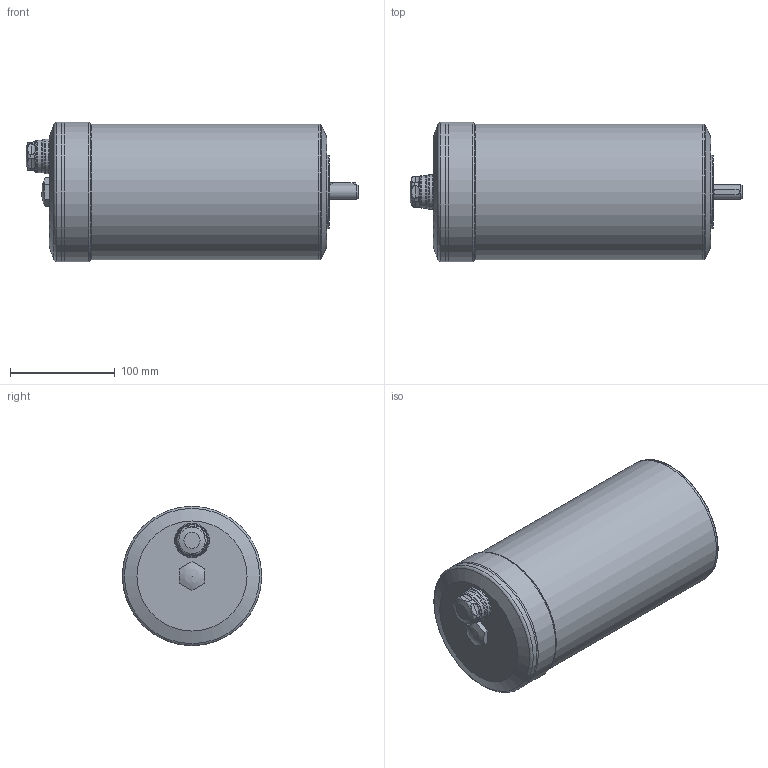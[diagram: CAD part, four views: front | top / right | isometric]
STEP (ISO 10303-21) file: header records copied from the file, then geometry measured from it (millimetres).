
FILE_DESCRIPTION(/* description */ ('Unknown'),/* implementation_level */ '2;1');
FILE_NAME(/* name */ 'SPM71B_0.37',/* time_stamp */ '2022-04-01T07:27:11+02:00',/* author */ ('Unknown'),/* organization */ ('Unknown'),/* preprocessor_version */ 'ST-DEVELOPER v16.7',/* originating_system */ 'Solid Edge',/* authorisation */ 'Unknown');
FILE_SCHEMA (('AUTOMOTIVE_DESIGN {1 0 10303 214 3 1 1}'));
Length unit declared in the file: millimetre
Products named in the file (1): SPM71B_0.37
Bounding box: 316.8 x 133 x 133 mm (x, y, z)
Volume: 3478165.7 mm3; surface area: 137976 mm2
Topology: 1 solids, 1 shells, 101 faces, 240 edges, 155 vertices
Faces by surface type: cylinder 41, plane 31, cone 19, torus 9, sphere 1
Full cylindrical faces by diameter (mm): 4.134 x2, 4.917 x8, 5.3 x1, 14 x1, 17 x1, 31 x1, 32.98 x1, 33 x2, 52 x1, 70 x1, 128.98 x1, 129 x2, 132.98 x2, 133 x3
Entity records: 3243 total; most frequent: CARTESIAN_POINT 559, DIRECTION 420, ORIENTED_EDGE 306, AXIS2_PLACEMENT_3D 191, FACE_BOUND 177, EDGE_LOOP 172, EDGE_CURVE 153, VERTEX_POINT 130
